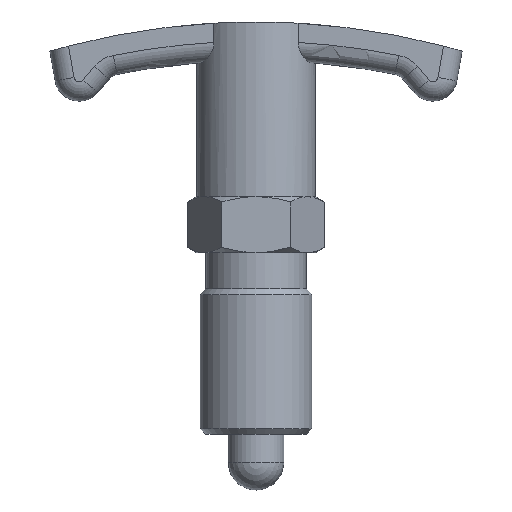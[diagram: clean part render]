
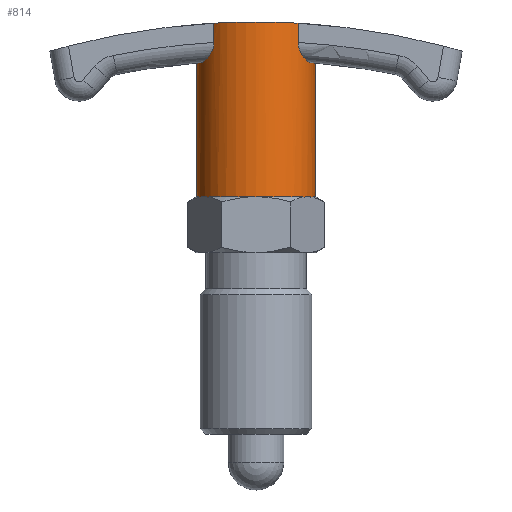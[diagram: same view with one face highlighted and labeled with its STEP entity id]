
A CAD part, top view. The second image highlights one B-rep face of the part: STEP entity #814.
In plain terms, the highlighted cylindrical face has radius 8.5 mm (diameter 17 mm), a partial arc.
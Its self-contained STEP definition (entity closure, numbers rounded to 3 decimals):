
#518=EDGE_CURVE('',#1272,#550,#1413,.T.);
#550=VERTEX_POINT('',#1451);
#586=EDGE_CURVE('',#1236,#798,#1491,.T.);
#600=EDGE_CURVE('',#704,#798,#1506,.T.);
#632=VERTEX_POINT('',#1541);
#666=EDGE_CURVE('',#792,#632,#1577,.T.);
#704=VERTEX_POINT('',#1619);
#748=VERTEX_POINT('',#1670);
#778=EDGE_CURVE('',#1078,#748,#1704,.T.);
#792=VERTEX_POINT('',#1722);
#798=VERTEX_POINT('',#1728);
#814=ADVANCED_FACE('',(#1745),#1746,.T.);
#824=EDGE_CURVE('',#840,#792,#1756,.T.);
#840=VERTEX_POINT('',#1773);
#854=EDGE_CURVE('',#924,#840,#1791,.T.);
#924=VERTEX_POINT('',#1864);
#1078=VERTEX_POINT('',#2030);
#1140=EDGE_CURVE('',#632,#1078,#2102,.T.);
#1188=EDGE_CURVE('',#748,#1272,#2153,.T.);
#1218=EDGE_CURVE('',#1236,#924,#2188,.T.);
#1236=VERTEX_POINT('',#2208);
#1272=VERTEX_POINT('',#2251);
#1334=EDGE_CURVE('',#550,#704,#2321,.T.);
#1413=B_SPLINE_CURVE_WITH_KNOTS('',3,(#2416,#2417,#2418,#2419,#2420,#2421,#2422,#2423,#2424,#2425,#2426,#2427),.UNSPECIFIED.,.F.,.F.,(4,2,2,2,2,4),(0.0,0.773,1.661,2.833,3.826,4.796),.UNSPECIFIED.);
#1451=CARTESIAN_POINT('',(-7.854,27.194,3.25));
#1491=CIRCLE('',#2577,8.5);
#1506=LINE('',#2595,#2596);
#1541=CARTESIAN_POINT('',(6.021,32.83,6.0));
#1577=LINE('',#2721,#2722);
#1619=CARTESIAN_POINT('',(-8.5,27.142,0.));
#1670=CARTESIAN_POINT('',(-6.021,32.83,6.0));
#1704=B_SPLINE_CURVE_WITH_KNOTS('',3,(#2961,#2962,#2963,#2964,#2965,#2966,#2967,#2968,#2969,#2970,#2971,#2972),.UNSPECIFIED.,.F.,.F.,(4,2,2,2,2,4),(38.44,40.041,41.643,43.245,44.846,44.861),.UNSPECIFIED.);
#1722=CARTESIAN_POINT('',(6.021,30.075,6.0));
#1728=CARTESIAN_POINT('',(-8.5,8.0,0.));
#1745=FACE_OUTER_BOUND('',#3031,.T.);
#1746=CYLINDRICAL_SURFACE('',#3032,8.5);
#1756=B_SPLINE_CURVE_WITH_KNOTS('',3,(#3059,#3060,#3061,#3062,#3063,#3064,#3065,#3066,#3067,#3068,#3069,#3070),.UNSPECIFIED.,.F.,.F.,(4,2,2,2,2,4),(0.0,1.177,2.57,3.848,4.481,5.102),.UNSPECIFIED.);
#1773=CARTESIAN_POINT('',(7.854,27.194,3.25));
#1791=B_SPLINE_CURVE_WITH_KNOTS('',3,(#3125,#3126,#3127,#3128,#3129,#3130,#3131,#3132,#3133,#3134),.UNSPECIFIED.,.F.,.F.,(4,2,2,2,4),(22.424,24.026,25.628,27.229,28.831),.UNSPECIFIED.);
#1864=CARTESIAN_POINT('',(8.5,27.142,0.));
#2030=CARTESIAN_POINT('',(0.,33.0,8.5));
#2102=B_SPLINE_CURVE_WITH_KNOTS('',3,(#3717,#3718,#3719,#3720,#3721,#3722,#3723,#3724,#3725,#3726,#3727,#3728),.UNSPECIFIED.,.F.,.F.,(4,2,2,2,2,4),(32.018,32.033,33.635,35.236,36.838,38.44),.UNSPECIFIED.);
#2153=LINE('',#3800,#3801);
#2188=LINE('',#3843,#3844);
#2208=CARTESIAN_POINT('',(8.5,8.0,0.0));
#2251=CARTESIAN_POINT('',(-6.021,30.075,6.0));
#2321=B_SPLINE_CURVE_WITH_KNOTS('',3,(#4062,#4063,#4064,#4065,#4066,#4067,#4068,#4069,#4070,#4071,#4072),.UNSPECIFIED.,.F.,.F.,(4,2,3,2,4),(-3.203,-1.602,0.0,1.602,3.203),.UNSPECIFIED.);
#2416=CARTESIAN_POINT('',(-6.026,30.25,5.994));
#2417=CARTESIAN_POINT('',(-6.01,29.993,6.011));
#2418=CARTESIAN_POINT('',(-6.03,29.739,5.991));
#2419=CARTESIAN_POINT('',(-6.14,29.208,5.878));
#2420=CARTESIAN_POINT('',(-6.237,28.944,5.777));
#2421=CARTESIAN_POINT('',(-6.506,28.389,5.475));
#2422=CARTESIAN_POINT('',(-6.699,28.102,5.244));
#2423=CARTESIAN_POINT('',(-7.071,27.664,4.727));
#2424=CARTESIAN_POINT('',(-7.246,27.5,4.457));
#2425=CARTESIAN_POINT('',(-7.571,27.272,3.878));
#2426=CARTESIAN_POINT('',(-7.722,27.204,3.57));
#2427=CARTESIAN_POINT('',(-7.854,27.194,3.25));
#2577=AXIS2_PLACEMENT_3D('',#4239,#4240,#4241);
#2595=CARTESIAN_POINT('',(-8.5,21.0,0.));
#2596=VECTOR('',#4258,1.0);
#2721=CARTESIAN_POINT('',(6.021,28.72,6.0));
#2722=VECTOR('',#4339,1.0);
#2961=CARTESIAN_POINT('',(0.,33.0,8.5));
#2962=CARTESIAN_POINT('',(-0.534,33.0,8.5));
#2963=CARTESIAN_POINT('',(-1.086,32.996,8.449));
#2964=CARTESIAN_POINT('',(-2.184,32.979,8.234));
#2965=CARTESIAN_POINT('',(-2.73,32.966,8.07));
#2966=CARTESIAN_POINT('',(-3.777,32.934,7.636));
#2967=CARTESIAN_POINT('',(-4.279,32.915,7.366));
#2968=CARTESIAN_POINT('',(-5.207,32.874,6.742));
#2969=CARTESIAN_POINT('',(-5.633,32.852,6.388));
#2970=CARTESIAN_POINT('',(-6.014,32.83,6.007));
#2971=CARTESIAN_POINT('',(-6.017,32.83,6.003));
#2972=CARTESIAN_POINT('',(-6.021,32.83,6.0));
#3031=EDGE_LOOP('',(#4561,#4562,#4563,#4564,#4565,#4566,#4567,#4568,#4569,#4570,#4571));
#3032=AXIS2_PLACEMENT_3D('',#4572,#4573,#4574);
#3059=CARTESIAN_POINT('',(7.854,27.194,3.25));
#3060=CARTESIAN_POINT('',(7.704,27.206,3.612));
#3061=CARTESIAN_POINT('',(7.53,27.29,3.959));
#3062=CARTESIAN_POINT('',(7.128,27.599,4.651));
#3063=CARTESIAN_POINT('',(6.892,27.847,4.986));
#3064=CARTESIAN_POINT('',(6.481,28.434,5.509));
#3065=CARTESIAN_POINT('',(6.304,28.762,5.705));
#3066=CARTESIAN_POINT('',(6.123,29.296,5.896));
#3067=CARTESIAN_POINT('',(6.077,29.483,5.943));
#3068=CARTESIAN_POINT('',(6.022,29.866,5.999));
#3069=CARTESIAN_POINT('',(6.014,30.057,6.007));
#3070=CARTESIAN_POINT('',(6.026,30.25,5.994));
#3125=CARTESIAN_POINT('',(7.853,27.194,-3.254));
#3126=CARTESIAN_POINT('',(8.07,27.177,-2.73));
#3127=CARTESIAN_POINT('',(8.234,27.164,-2.184));
#3128=CARTESIAN_POINT('',(8.449,27.146,-1.086));
#3129=CARTESIAN_POINT('',(8.5,27.142,-0.534));
#3130=CARTESIAN_POINT('',(8.5,27.142,0.534));
#3131=CARTESIAN_POINT('',(8.449,27.146,1.086));
#3132=CARTESIAN_POINT('',(8.234,27.164,2.184));
#3133=CARTESIAN_POINT('',(8.07,27.177,2.73));
#3134=CARTESIAN_POINT('',(7.853,27.194,3.254));
#3717=CARTESIAN_POINT('',(6.021,32.83,6.0));
#3718=CARTESIAN_POINT('',(6.017,32.83,6.003));
#3719=CARTESIAN_POINT('',(6.014,32.83,6.007));
#3720=CARTESIAN_POINT('',(5.633,32.852,6.388));
#3721=CARTESIAN_POINT('',(5.207,32.874,6.742));
#3722=CARTESIAN_POINT('',(4.279,32.915,7.366));
#3723=CARTESIAN_POINT('',(3.777,32.934,7.636));
#3724=CARTESIAN_POINT('',(2.73,32.966,8.07));
#3725=CARTESIAN_POINT('',(2.184,32.979,8.234));
#3726=CARTESIAN_POINT('',(1.086,32.996,8.449));
#3727=CARTESIAN_POINT('',(0.534,33.0,8.5));
#3728=CARTESIAN_POINT('',(0.,33.0,8.5));
#3800=CARTESIAN_POINT('',(-6.021,28.72,6.0));
#3801=VECTOR('',#5008,1.0);
#3843=CARTESIAN_POINT('',(8.5,21.0,0.));
#3844=VECTOR('',#5056,1.0);
#4062=CARTESIAN_POINT('',(-7.853,27.194,3.254));
#4063=CARTESIAN_POINT('',(-8.07,27.177,2.73));
#4064=CARTESIAN_POINT('',(-8.234,27.164,2.184));
#4065=CARTESIAN_POINT('',(-8.449,27.146,1.086));
#4066=CARTESIAN_POINT('',(-8.5,27.142,0.534));
#4067=CARTESIAN_POINT('',(-8.5,27.142,0.0));
#4068=CARTESIAN_POINT('',(-8.5,27.142,-0.534));
#4069=CARTESIAN_POINT('',(-8.449,27.146,-1.086));
#4070=CARTESIAN_POINT('',(-8.234,27.164,-2.184));
#4071=CARTESIAN_POINT('',(-8.07,27.177,-2.73));
#4072=CARTESIAN_POINT('',(-7.853,27.194,-3.254));
#4239=CARTESIAN_POINT('',(0.0,8.0,0.0));
#4240=DIRECTION('',(0.0,-1.0,0.0));
#4241=DIRECTION('',(1.0,0.0,0.0));
#4258=DIRECTION('',(-0.0,-1.0,-0.0));
#4339=DIRECTION('',(0.0,1.0,0.0));
#4561=ORIENTED_EDGE('',*,*,#1218,.T.);
#4562=ORIENTED_EDGE('',*,*,#854,.T.);
#4563=ORIENTED_EDGE('',*,*,#824,.T.);
#4564=ORIENTED_EDGE('',*,*,#666,.T.);
#4565=ORIENTED_EDGE('',*,*,#1140,.T.);
#4566=ORIENTED_EDGE('',*,*,#778,.T.);
#4567=ORIENTED_EDGE('',*,*,#1188,.T.);
#4568=ORIENTED_EDGE('',*,*,#518,.T.);
#4569=ORIENTED_EDGE('',*,*,#1334,.T.);
#4570=ORIENTED_EDGE('',*,*,#600,.T.);
#4571=ORIENTED_EDGE('',*,*,#586,.F.);
#4572=CARTESIAN_POINT('',(0.0,21.0,0.0));
#4573=DIRECTION('',(0.0,-1.0,-0.0));
#4574=DIRECTION('',(1.0,0.0,0.0));
#5008=DIRECTION('',(-0.0,-1.0,0.0));
#5056=DIRECTION('',(0.0,1.0,0.0));
